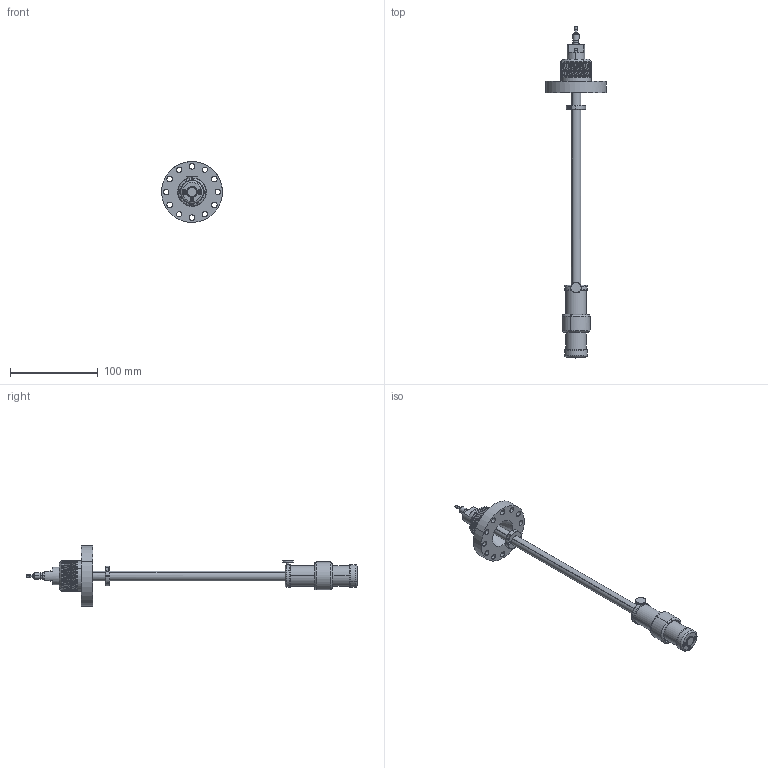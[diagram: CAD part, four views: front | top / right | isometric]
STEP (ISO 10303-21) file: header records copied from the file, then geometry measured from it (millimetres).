
FILE_DESCRIPTION(('CATIA V5 STEP Exchange'),'2;1');
FILE_NAME('WMG40(FC)-0200-0063.stp','2020-02-06T10:19:38+00:00',('none'),('none'),'CATIA Version 5 Release 20 SP 7 (IN-10)','CATIA V5 STEP AP214','none');
FILE_SCHEMA(('AUTOMOTIVE_DESIGN { 1 0 10303 214 1 1 1 1 }'));
Length unit declared in the file: millimetre
Products named in the file (1): WMG40(FC)-0200-0063
Bounding box: 69.49 x 378.6 x 69.48 mm (x, y, z)
Volume: 98222.3 mm3; surface area: 89521.1 mm2
Topology: 3 solids, 25 shells, 1054 faces, 2668 edges, 1636 vertices
Faces by surface type: plane 467, cylinder 288, cone 230, bspline 45, torus 20, sphere 4
Entity records: 37439 total; most frequent: CARTESIAN_POINT 11103, ORIENTED_EDGE 5280, DIRECTION 3786, EDGE_CURVE 2640, AXIS2_PLACEMENT_3D 1724, VERTEX_POINT 1636, VECTOR 1327, LINE 1327
